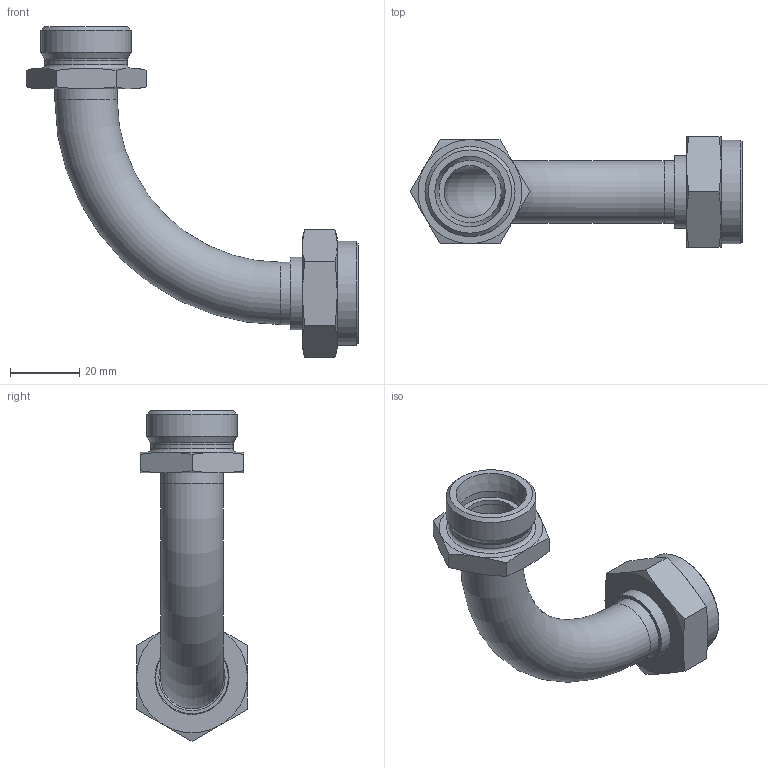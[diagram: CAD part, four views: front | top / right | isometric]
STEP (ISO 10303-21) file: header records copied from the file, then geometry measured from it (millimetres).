
FILE_DESCRIPTION((''),'2;1');
FILE_NAME('660902618.stp','2013-04-09T09:39:25',('User'),(''),'Autodesk Inventor 2012','Autodesk Inventor 2012','');
FILE_SCHEMA(('AUTOMOTIVE_DESIGN { 1 0 10303 214 1 1 1 1 }'));
Length unit declared in the file: millimetre
Products named in the file (5): Úhlová_spojka_a_nástavek; 664902618; 6511815; 396901826; 6522618
Assembly tree (4 placements, depth 2):
  Úhlová_spojka_a_nástavek
    664902618
    6511815
    396901826
    6522618
Bounding box: 95.82 x 32 x 95.48 mm (x, y, z)
Volume: 22102.1 mm3; surface area: 21523.4 mm2
Topology: 4 solids, 4 shells, 87 faces, 174 edges, 102 vertices
Faces by surface type: cone 35, plane 27, cylinder 17, torus 7, bspline 1
Full cylindrical faces by diameter (mm): 14 x1, 15 x3, 18 x3, 18.15 x2, 21 x2, 23.7 x1, 24 x1, 24.376 x1, 26 x1, 26.2 x1, 30 x1
Entity records: 2229 total; most frequent: CARTESIAN_POINT 448, DIRECTION 348, ORIENTED_EDGE 266, AXIS2_PLACEMENT_3D 168, EDGE_LOOP 138, EDGE_CURVE 133, VERTEX_POINT 97, STYLED_ITEM 91
